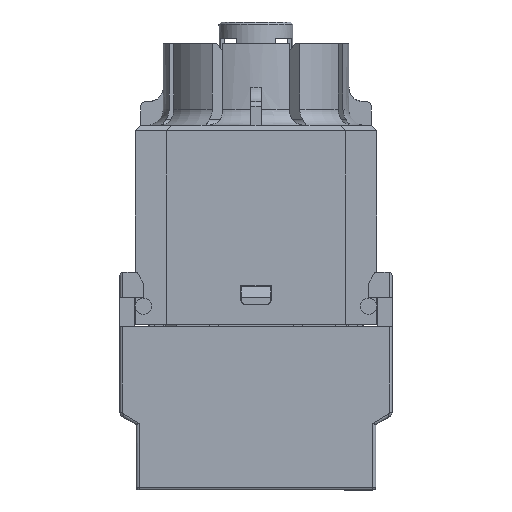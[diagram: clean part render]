
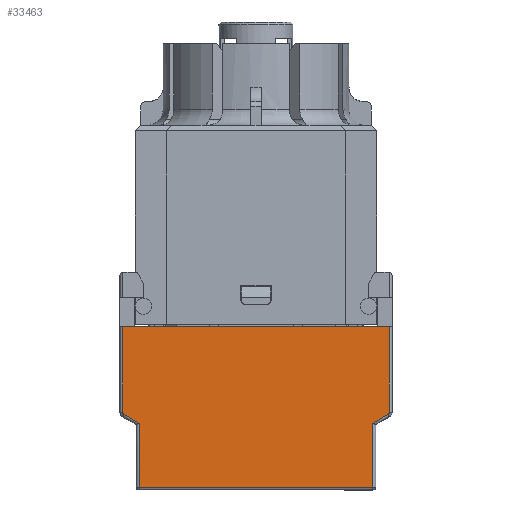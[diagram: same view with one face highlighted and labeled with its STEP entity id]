
A CAD part, left-side view. The second image highlights one B-rep face of the part: STEP entity #33463.
In plain terms, the highlighted planar face has unit normal (-1, 0, 0).
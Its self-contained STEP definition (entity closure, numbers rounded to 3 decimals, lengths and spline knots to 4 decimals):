
#1960=CIRCLE('',#35725,0.025);
#1972=CIRCLE('',#35753,0.025);
#3768=FACE_OUTER_BOUND('',#5671,.T.);
#5671=EDGE_LOOP('',(#29914,#29915,#29916,#29917,#29918,#29919,#29920,#29921,
#29922,#29923));
#6986=LINE('',#48019,#10444);
#9032=LINE('',#67847,#12490);
#9034=LINE('',#67864,#12492);
#9035=LINE('',#67878,#12493);
#9036=LINE('',#67880,#12494);
#9040=LINE('',#67890,#12498);
#9046=LINE('',#67917,#12504);
#9047=LINE('',#67931,#12505);
#10444=VECTOR('',#37842,2.45);
#12490=VECTOR('',#43372,0.7845);
#12492=VECTOR('',#43382,0.1588);
#12493=VECTOR('',#43405,0.5894);
#12494=VECTOR('',#43408,2.15);
#12498=VECTOR('',#43420,0.5894);
#12504=VECTOR('',#43444,0.1588);
#12505=VECTOR('',#43451,0.7845);
#13693=VERTEX_POINT('',#48015);
#13695=VERTEX_POINT('',#48018);
#15791=VERTEX_POINT('',#67839);
#15792=VERTEX_POINT('',#67846);
#15793=VERTEX_POINT('',#67859);
#15794=VERTEX_POINT('',#67863);
#15796=VERTEX_POINT('',#67872);
#15798=VERTEX_POINT('',#67889);
#15801=VERTEX_POINT('',#67915);
#15802=VERTEX_POINT('',#67927);
#17326=EDGE_CURVE('',#13695,#13693,#6986,.T.);
#20545=EDGE_CURVE('',#13695,#15792,#9032,.T.);
#20549=EDGE_CURVE('',#15792,#15793,#1960,.T.);
#20550=EDGE_CURVE('',#15793,#15794,#9034,.T.);
#20558=EDGE_CURVE('',#15794,#15796,#9035,.T.);
#20559=EDGE_CURVE('',#15796,#15791,#9036,.T.);
#20564=EDGE_CURVE('',#15791,#15798,#9040,.T.);
#20575=EDGE_CURVE('',#15798,#15801,#9046,.T.);
#20577=EDGE_CURVE('',#15801,#15802,#1972,.T.);
#20578=EDGE_CURVE('',#15802,#13693,#9047,.T.);
#29914=ORIENTED_EDGE('',*,*,#20578,.F.);
#29915=ORIENTED_EDGE('',*,*,#20577,.F.);
#29916=ORIENTED_EDGE('',*,*,#20575,.F.);
#29917=ORIENTED_EDGE('',*,*,#20564,.F.);
#29918=ORIENTED_EDGE('',*,*,#20559,.F.);
#29919=ORIENTED_EDGE('',*,*,#20558,.F.);
#29920=ORIENTED_EDGE('',*,*,#20550,.F.);
#29921=ORIENTED_EDGE('',*,*,#20549,.F.);
#29922=ORIENTED_EDGE('',*,*,#20545,.F.);
#29923=ORIENTED_EDGE('',*,*,#17326,.T.);
#31764=PLANE('',#35755);
#33463=ADVANCED_FACE('',(#3768),#31764,.T.);
#35725=AXIS2_PLACEMENT_3D('',#67861,#43378,#43379);
#35753=AXIS2_PLACEMENT_3D('',#67929,#43447,#43448);
#35755=AXIS2_PLACEMENT_3D('',#67932,#43452,#43453);
#37842=DIRECTION('',(0.,1.,0.));
#43372=DIRECTION('',(0.,0.,-1.));
#43378=DIRECTION('center_axis',(1.,0.,0.));
#43379=DIRECTION('ref_axis',(0.,-0.866,-0.5));
#43382=DIRECTION('',(0.,0.866,-0.5));
#43405=DIRECTION('',(0.,0.,-1.));
#43408=DIRECTION('',(0.,1.,0.));
#43420=DIRECTION('',(0.,0.,1.));
#43444=DIRECTION('',(0.,0.866,0.5));
#43447=DIRECTION('center_axis',(1.,0.,0.));
#43448=DIRECTION('ref_axis',(0.,0.866,-0.5));
#43451=DIRECTION('',(0.,0.,1.));
#43452=DIRECTION('center_axis',(-1.,0.,0.));
#43453=DIRECTION('ref_axis',(0.,0.,
-1.));
#48015=CARTESIAN_POINT('',(-0.245,1.225,-2.6));
#48018=CARTESIAN_POINT('',(-0.245,-1.225,-2.6));
#48019=CARTESIAN_POINT('',(-0.245,-0.625,-2.6));
#67839=CARTESIAN_POINT('',(-0.245,1.075,-4.075));
#67846=CARTESIAN_POINT('',(-0.245,-1.225,-3.3845));
#67847=CARTESIAN_POINT('',(-0.245,-1.225,-3.2383));
#67859=CARTESIAN_POINT('',(-0.245,-1.2125,-3.4062));
#67861=CARTESIAN_POINT('Origin',(-0.245,-1.2,-3.3845));
#67863=CARTESIAN_POINT('',(-0.245,-1.075,-3.4856));
#67864=CARTESIAN_POINT('',(-0.245,-0.7633,-3.6655));
#67872=CARTESIAN_POINT('',(-0.245,-1.075,-4.075));
#67878=CARTESIAN_POINT('',(-0.245,-1.075,-3.596));
#67880=CARTESIAN_POINT('',(-0.245,0.55,-4.075));
#67889=CARTESIAN_POINT('',(-0.245,1.075,-3.4856));
#67890=CARTESIAN_POINT('',(-0.245,1.075,-3.296));
#67915=CARTESIAN_POINT('',(-0.245,1.2125,-3.4062));
#67917=CARTESIAN_POINT('',(-0.245,0.8258,-3.6294));
#67927=CARTESIAN_POINT('',(-0.245,1.225,-3.3845));
#67929=CARTESIAN_POINT('Origin',(-0.245,1.2,-3.3845));
#67931=CARTESIAN_POINT('',(-0.245,1.225,-2.596));
#67932=CARTESIAN_POINT('Origin',(-0.245,0.,
-3.092));
